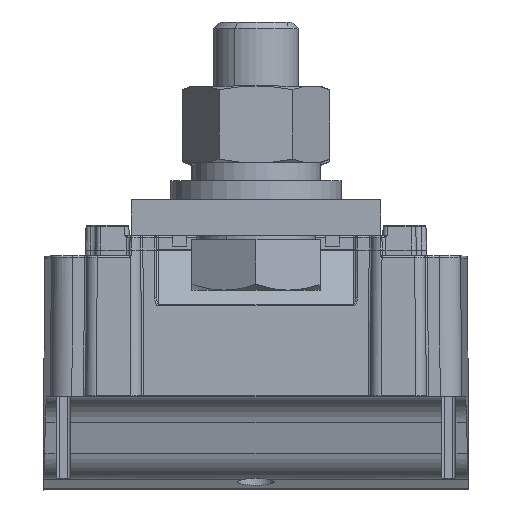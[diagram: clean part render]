
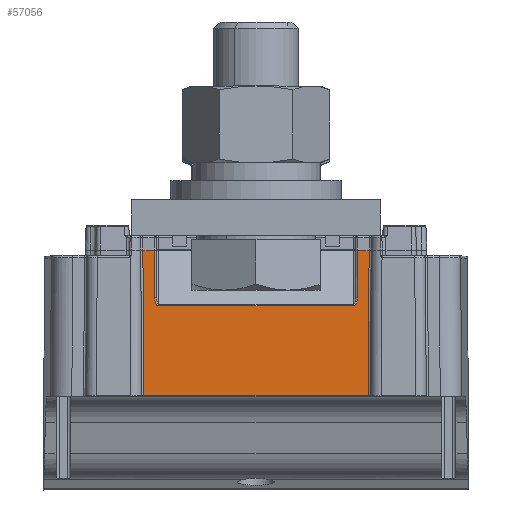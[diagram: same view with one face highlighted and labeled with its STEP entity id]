
A CAD part, top view. The second image highlights one B-rep face of the part: STEP entity #57056.
In plain terms, the highlighted face is planar.
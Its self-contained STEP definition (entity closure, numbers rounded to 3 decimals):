
#11710=DIRECTION('',(-1.,0.,0.));
#11711=VECTOR('',#11710,31.551);
#11712=CARTESIAN_POINT('',(15.776,-75.724,
13.));
#11713=LINE('',#11712,#11711);
#20047=CARTESIAN_POINT('',(15.895,-75.605,
33.5));
#20052=DIRECTION('',(0.006,-0.006,-1.));
#20053=VECTOR('',#20052,20.501);
#20054=CARTESIAN_POINT('',(-15.895,-75.605,
33.5));
#20055=LINE('',#20054,#20053);
#20059=DIRECTION('',(0.006,0.006,1.));
#20060=VECTOR('',#20059,20.501);
#20061=CARTESIAN_POINT('',(15.776,-75.724,
13.));
#20062=LINE('',#20061,#20060);
#20066=DIRECTION('',(-1.,0.,0.));
#20067=VECTOR('',#20066,1.6);
#20068=CARTESIAN_POINT('',(15.895,-75.605,
33.5));
#20069=LINE('',#20068,#20067);
#20073=DIRECTION('',(-0.006,-0.006,-1.));
#20074=VECTOR('',#20073,6.707);
#20075=CARTESIAN_POINT('',(14.295,-75.605,
33.5));
#20076=LINE('',#20075,#20074);
#20080=CARTESIAN_POINT('',(14.256,-75.644,
26.793));
#20081=CARTESIAN_POINT('',(14.216,-75.646,
26.484));
#20082=CARTESIAN_POINT('',(14.148,-75.649,
26.011));
#20083=CARTESIAN_POINT('',(14.056,-75.649,
25.995));
#20084=CARTESIAN_POINT('',(14.03,-75.65,
25.891));
#20085=CARTESIAN_POINT('',(14.007,-75.65,
25.872));
#20086=CARTESIAN_POINT('',(13.991,-75.65,
25.847));
#20087=CARTESIAN_POINT('',(13.932,-75.65,
25.782));
#20088=CARTESIAN_POINT('',(13.779,-75.651,
25.665));
#20089=CARTESIAN_POINT('',(13.695,-75.651,
25.653));
#20090=CARTESIAN_POINT('',(13.651,-75.651,
25.654));
#20095=CARTESIAN_POINT('',(-13.651,-75.651,
25.654));
#20096=CARTESIAN_POINT('',(-13.695,-75.651,
25.652));
#20097=CARTESIAN_POINT('',(-13.778,-75.651,
25.664));
#20098=CARTESIAN_POINT('',(-13.928,-75.65,
25.78));
#20099=CARTESIAN_POINT('',(-13.994,-75.65,
25.854));
#20100=CARTESIAN_POINT('',(-14.009,-75.65,
25.878));
#20101=CARTESIAN_POINT('',(-14.035,-75.649,
25.895));
#20102=CARTESIAN_POINT('',(-14.059,-75.649,
25.998));
#20103=CARTESIAN_POINT('',(-14.154,-75.649,
26.033));
#20104=CARTESIAN_POINT('',(-14.219,-75.646,
26.494));
#20105=CARTESIAN_POINT('',(-14.256,-75.644,
26.793));
#20110=DIRECTION('',(-0.006,0.006,1.));
#20111=VECTOR('',#20110,6.707);
#20112=CARTESIAN_POINT('',(-14.256,-75.644,
26.793));
#20113=LINE('',#20112,#20111);
#20124=DIRECTION('',(1.,0.,0.));
#20125=VECTOR('',#20124,1.6);
#20126=CARTESIAN_POINT('',(-15.895,-75.605,
33.5));
#20127=LINE('',#20126,#20125);
#20492=DIRECTION('',(1.,0.,0.));
#20493=VECTOR('',#20492,27.302);
#20494=CARTESIAN_POINT('',(-13.651,-75.651,
25.654));
#20495=LINE('',#20494,#20493);
#24043=VERTEX_POINT('',#20047);
#24173=CARTESIAN_POINT('',(14.295,-75.605,
33.5));
#24174=VERTEX_POINT('',#24173);
#24175=CARTESIAN_POINT('',(-15.895,-75.605,
33.5));
#24176=CARTESIAN_POINT('',(-14.295,-75.605,
33.5));
#24177=VERTEX_POINT('',#24175);
#24178=VERTEX_POINT('',#24176);
#24179=CARTESIAN_POINT('',(-14.256,-75.644,
26.793));
#24180=VERTEX_POINT('',#24179);
#24181=VERTEX_POINT('',#20095);
#24182=CARTESIAN_POINT('',(13.651,-75.651,
25.654));
#24183=VERTEX_POINT('',#24182);
#24184=VERTEX_POINT('',#20080);
#24185=CARTESIAN_POINT('',(15.776,-75.724,
13.));
#24186=VERTEX_POINT('',#24185);
#24187=CARTESIAN_POINT('',(-15.776,-75.724,
13.));
#24188=VERTEX_POINT('',#24187);
#57031=CARTESIAN_POINT('',(0.,-75.8,0.));
#57032=DIRECTION('',(0.,-1.,0.006));
#57033=DIRECTION('',(-1.,0.,0.));
#57034=AXIS2_PLACEMENT_3D('',#57031,#57032,#57033);
#57035=PLANE('',#57034);
#57037=ORIENTED_EDGE('',*,*,#57036,.F.);
#57039=ORIENTED_EDGE('',*,*,#57038,.T.);
#57040=ORIENTED_EDGE('',*,*,#45725,.F.);
#57041=ORIENTED_EDGE('',*,*,#57018,.T.);
#57043=ORIENTED_EDGE('',*,*,#57042,.T.);
#57045=ORIENTED_EDGE('',*,*,#57044,.T.);
#57047=ORIENTED_EDGE('',*,*,#57046,.T.);
#57049=ORIENTED_EDGE('',*,*,#57048,.F.);
#57051=ORIENTED_EDGE('',*,*,#57050,.T.);
#57053=ORIENTED_EDGE('',*,*,#57052,.T.);
#57054=EDGE_LOOP('',(#57037,#57039,#57040,#57041,#57043,#57045,#57047,#57049,
#57051,#57053));
#57055=FACE_OUTER_BOUND('',#57054,.F.);
#20091=B_SPLINE_CURVE_WITH_KNOTS('',3,(#20080,#20081,#20082,#20083,#20084,
#20085,#20086,#20087,#20088,#20089,#20090),.UNSPECIFIED.,.F.,.F.,(4,1,1,1,1,1,1,
1,4),(0.,0.125,0.25,0.375,0.5,0.625,0.75,0.875,1.),
.UNSPECIFIED.);
#20106=B_SPLINE_CURVE_WITH_KNOTS('',3,(#20095,#20096,#20097,#20098,#20099,
#20100,#20101,#20102,#20103,#20104,#20105),.UNSPECIFIED.,.F.,.F.,(4,1,1,1,1,1,1,
1,4),(0.,0.125,0.25,0.375,0.5,0.625,0.75,0.875,1.),
.UNSPECIFIED.);
#45725=EDGE_CURVE('',#24186,#24188,#11713,.T.);
#57018=EDGE_CURVE('',#24186,#24043,#20062,.T.);
#57036=EDGE_CURVE('',#24177,#24178,#20127,.T.);
#57038=EDGE_CURVE('',#24177,#24188,#20055,.T.);
#57042=EDGE_CURVE('',#24043,#24174,#20069,.T.);
#57044=EDGE_CURVE('',#24174,#24184,#20076,.T.);
#57046=EDGE_CURVE('',#24184,#24183,#20091,.T.);
#57048=EDGE_CURVE('',#24181,#24183,#20495,.T.);
#57050=EDGE_CURVE('',#24181,#24180,#20106,.T.);
#57052=EDGE_CURVE('',#24180,#24178,#20113,.T.);
#57056=ADVANCED_FACE('',(#57055),#57035,.F.);
